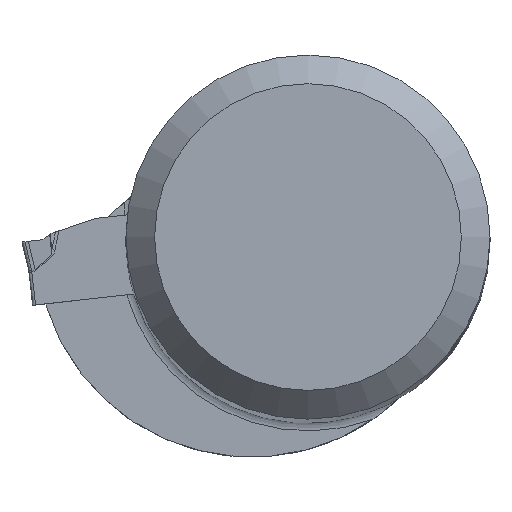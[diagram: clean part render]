
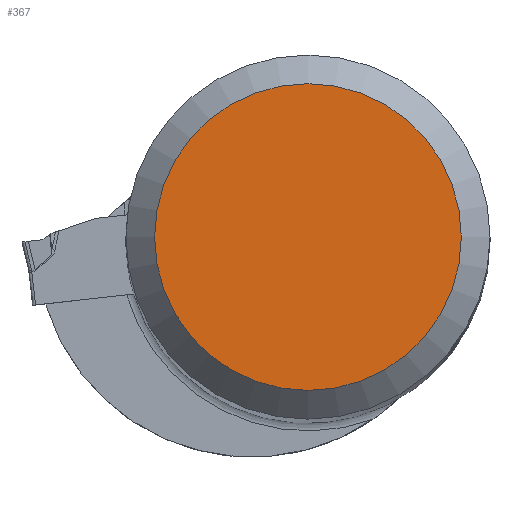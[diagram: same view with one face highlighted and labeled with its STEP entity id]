
A CAD part, top view. The second image highlights one B-rep face of the part: STEP entity #367.
In plain terms, the highlighted planar face has unit normal (0, 0, 1).
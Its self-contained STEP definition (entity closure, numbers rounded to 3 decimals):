
#234=FACE_OUTER_BOUND('',#940,.T.);
#367=ADVANCED_FACE('TB_BL_N10_SU6',(#234),#493,.T.);
#493=PLANE('',#2506);
#940=EDGE_LOOP('',(#1211));
#1211=ORIENTED_EDGE('',*,*,#2076,.T.);
#1826=VERTEX_POINT('',#3691);
#2076=EDGE_CURVE('',#1826,#1826,#2339,.T.);
#2339=CIRCLE('',#2505,10.7);
#2505=AXIS2_PLACEMENT_3D('',#3690,#2827,#2828);
#2506=AXIS2_PLACEMENT_3D('',#3692,#2829,#2830);
#2827=DIRECTION('',(0.,0.,1.));
#2828=DIRECTION('',(1.,0.,0.));
#2829=DIRECTION('',(0.,0.,1.));
#2830=DIRECTION('',(1.,0.,0.));
#3690=CARTESIAN_POINT('',(0.,0.,0.));
#3691=CARTESIAN_POINT('',(10.7,0.,0.));
#3692=CARTESIAN_POINT('',(0.,0.,0.));
